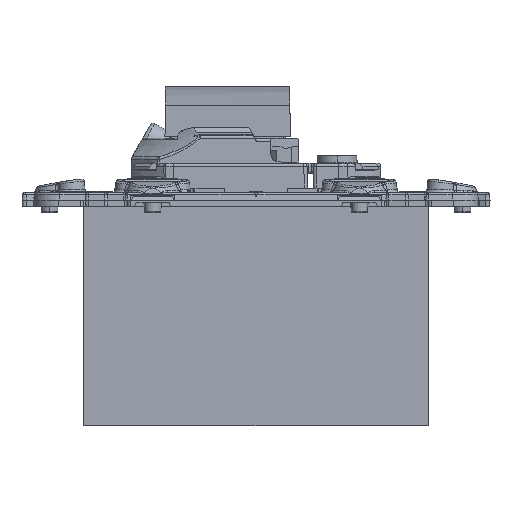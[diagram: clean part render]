
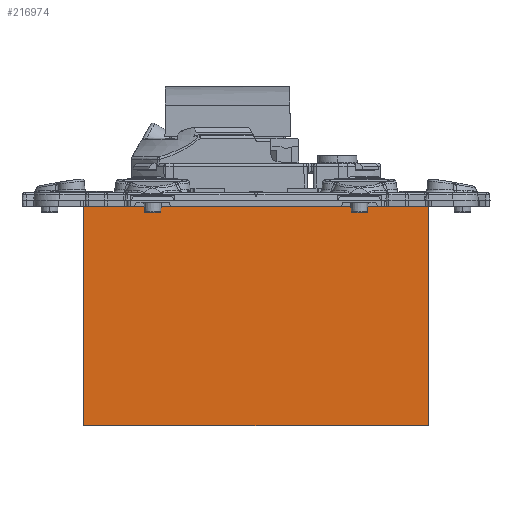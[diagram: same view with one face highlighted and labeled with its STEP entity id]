
A CAD part, left-side view. The second image highlights one B-rep face of the part: STEP entity #216974.
In plain terms, the highlighted planar face has unit normal (-1, 0, 0).
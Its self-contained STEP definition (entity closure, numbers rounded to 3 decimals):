
#216952=AXIS2_PLACEMENT_3D('Plane Axis2P3D',#216949,#216950,#216951) ;
#10006=CARTESIAN_POINT('Vertex',(-27.5,9.38,0.)) ;
#10027=CARTESIAN_POINT('Vertex',(-27.5,4.117,0.)) ;
#12003=CARTESIAN_POINT('Vertex',(-27.5,27.5,0.)) ;
#12006=CARTESIAN_POINT('Line Origine',(-27.5,18.44,0.)) ;
#12011=CARTESIAN_POINT('Line Origine',(-27.5,-11.692,0.)) ;
#12015=CARTESIAN_POINT('Vertex',(-27.5,-27.5,0.)) ;
#128961=CARTESIAN_POINT('Line Origine',(-27.5,6.749,0.)) ;
#216922=CARTESIAN_POINT('Vertex',(-27.5,27.5,-35.)) ;
#216925=CARTESIAN_POINT('Line Origine',(-27.5,27.5,-17.5)) ;
#216949=CARTESIAN_POINT('Axis2P3D Location',(-27.5,-27.5,0.)) ;
#216954=CARTESIAN_POINT('Line Origine',(-27.5,0.,-35.)) ;
#216958=CARTESIAN_POINT('Vertex',(-27.5,-27.5,-35.)) ;
#216961=CARTESIAN_POINT('Line Origine',(-27.5,-27.5,-17.5)) ;
#12007=DIRECTION('Vector Direction',(0.,1.,0.)) ;
#12012=DIRECTION('Vector Direction',(0.,1.,0.)) ;
#128962=DIRECTION('Vector Direction',(0.,1.,0.)) ;
#216926=DIRECTION('Vector Direction',(0.,0.,-1.)) ;
#216950=DIRECTION('Axis2P3D Direction',(-1.,0.,0.)) ;
#216951=DIRECTION('Axis2P3D XDirection',(0.,1.,0.)) ;
#216955=DIRECTION('Vector Direction',(0.,1.,0.)) ;
#216962=DIRECTION('Vector Direction',(0.,0.,-1.)) ;
#12008=VECTOR('Line Direction',#12007,1.) ;
#12013=VECTOR('Line Direction',#12012,1.) ;
#128963=VECTOR('Line Direction',#128962,1.) ;
#216927=VECTOR('Line Direction',#216926,1.) ;
#216956=VECTOR('Line Direction',#216955,1.) ;
#216963=VECTOR('Line Direction',#216962,1.) ;
#216967=ORIENTED_EDGE('',*,*,#216960,.T.) ;
#216968=ORIENTED_EDGE('',*,*,#216965,.F.) ;
#216969=ORIENTED_EDGE('',*,*,#12017,.F.) ;
#216970=ORIENTED_EDGE('',*,*,#128965,.F.) ;
#216971=ORIENTED_EDGE('',*,*,#12010,.F.) ;
#216972=ORIENTED_EDGE('',*,*,#216929,.T.) ;
#216974=ADVANCED_FACE('PartBody',(#216973),#216953,.T.) ;
#12010=EDGE_CURVE('',#12004,#10007,#12009,.F.) ;
#12017=EDGE_CURVE('',#10028,#12016,#12014,.F.) ;
#128965=EDGE_CURVE('',#10007,#10028,#128964,.F.) ;
#216929=EDGE_CURVE('',#12004,#216923,#216928,.T.) ;
#216960=EDGE_CURVE('',#216923,#216959,#216957,.F.) ;
#216965=EDGE_CURVE('',#12016,#216959,#216964,.T.) ;
#216966=EDGE_LOOP('',(#216967,#216968,#216969,#216970,#216971,#216972)) ;
#216973=FACE_OUTER_BOUND('',#216966,.T.) ;
#12009=LINE('Line',#12006,#12008) ;
#12014=LINE('Line',#12011,#12013) ;
#128964=LINE('Line',#128961,#128963) ;
#216928=LINE('Line',#216925,#216927) ;
#216957=LINE('Line',#216954,#216956) ;
#216964=LINE('Line',#216961,#216963) ;
#216953=PLANE('',#216952) ;
#10007=VERTEX_POINT('',#10006) ;
#10028=VERTEX_POINT('',#10027) ;
#12004=VERTEX_POINT('',#12003) ;
#12016=VERTEX_POINT('',#12015) ;
#216923=VERTEX_POINT('',#216922) ;
#216959=VERTEX_POINT('',#216958) ;
